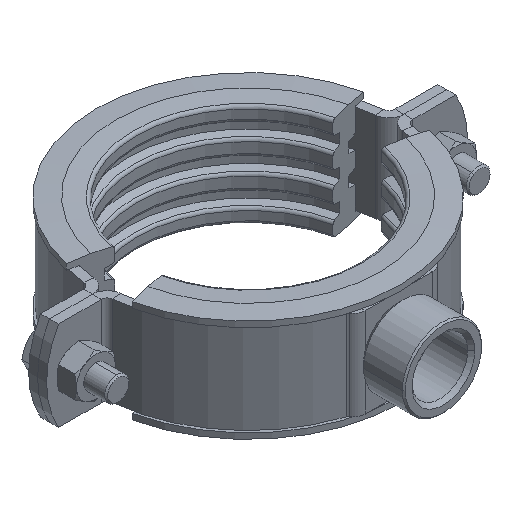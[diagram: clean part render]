
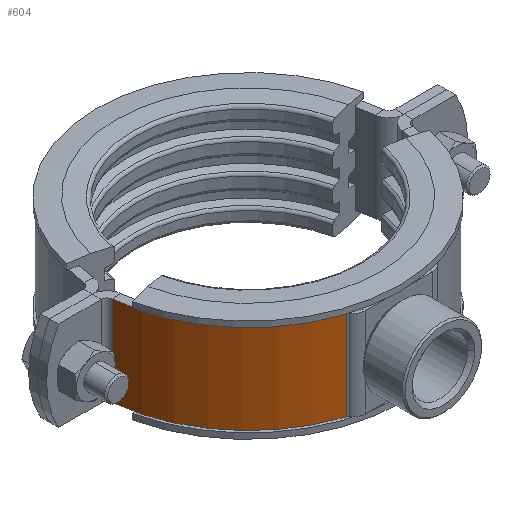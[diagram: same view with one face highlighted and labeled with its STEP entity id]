
A CAD part, isometric view. The second image highlights one B-rep face of the part: STEP entity #604.
In plain terms, the highlighted cylindrical face has radius 50.4 mm (diameter 100.8 mm), a partial arc.
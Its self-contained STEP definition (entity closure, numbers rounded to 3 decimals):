
#202 = CARTESIAN_POINT ( 'NONE',  ( -15.218, -48.047, 15. ) ) ;
#341 = CARTESIAN_POINT ( 'NONE',  ( -15.218, -48.047, -15. ) ) ;
#348 = CARTESIAN_POINT ( 'NONE',  ( 0., 0., 15. ) ) ;
#604 = ADVANCED_FACE ( 'NONE', ( #5791 ), #1222, .T. ) ;
#659 = DIRECTION ( 'NONE',  ( -1., 0., 0. ) ) ;
#677 = EDGE_CURVE ( 'NONE', #2483, #3096, #4574, .T. ) ;
#688 = EDGE_CURVE ( 'NONE', #1627, #4853, #768, .T. ) ;
#768 = LINE ( 'NONE', #2939, #2358 ) ;
#1198 = EDGE_CURVE ( 'NONE', #2483, #1627, #2471, .T. ) ;
#1222 = CYLINDRICAL_SURFACE ( 'NONE', #3854, 50.4 ) ;
#1627 = VERTEX_POINT ( 'NONE', #5432 ) ;
#1847 = DIRECTION ( 'NONE',  ( 0., 0., -1. ) ) ;
#1933 = EDGE_LOOP ( 'NONE', ( #3647, #3646, #3644, #3632 ) ) ;
#2358 = VECTOR ( 'NONE', #5074, 1000. ) ;
#2368 = CARTESIAN_POINT ( 'NONE',  ( 0., 0., -15. ) ) ;
#2471 = CIRCLE ( 'NONE', #5382, 50.4 ) ;
#2483 = VERTEX_POINT ( 'NONE', #202 ) ;
#2549 = DIRECTION ( 'NONE',  ( 0., 0., -1. ) ) ;
#2600 = CIRCLE ( 'NONE', #6166, 50.4 ) ;
#2939 = CARTESIAN_POINT ( 'NONE',  ( -50.17, -4.809, 15. ) ) ;
#2951 = EDGE_CURVE ( 'NONE', #3096, #4853, #2600, .T. ) ;
#3096 = VERTEX_POINT ( 'NONE', #341 ) ;
#3252 = VECTOR ( 'NONE', #1847, 1000. ) ;
#3390 = CARTESIAN_POINT ( 'NONE',  ( 0., 0., 15. ) ) ;
#3632 = ORIENTED_EDGE ( 'NONE', *, *, #688, .T. ) ;
#3644 = ORIENTED_EDGE ( 'NONE', *, *, #1198, .T. ) ;
#3646 = ORIENTED_EDGE ( 'NONE', *, *, #677, .F. ) ;
#3647 = ORIENTED_EDGE ( 'NONE', *, *, #2951, .F. ) ;
#3854 = AXIS2_PLACEMENT_3D ( 'NONE', #3390, #5390, #659 ) ;
#3900 = CARTESIAN_POINT ( 'NONE',  ( -50.17, -4.809, -15. ) ) ;
#4556 = DIRECTION ( 'NONE',  ( 0., 0., -1. ) ) ;
#4574 = LINE ( 'NONE', #6279, #3252 ) ;
#4732 = DIRECTION ( 'NONE',  ( 1., 0., 0. ) ) ;
#4853 = VERTEX_POINT ( 'NONE', #3900 ) ;
#5074 = DIRECTION ( 'NONE',  ( 0., 0., -1. ) ) ;
#5382 = AXIS2_PLACEMENT_3D ( 'NONE', #348, #2549, #4732 ) ;
#5390 = DIRECTION ( 'NONE',  ( 0., 0., -1. ) ) ;
#5432 = CARTESIAN_POINT ( 'NONE',  ( -50.17, -4.809, 15. ) ) ;
#5791 = FACE_OUTER_BOUND ( 'NONE', #1933, .T. ) ;
#6166 = AXIS2_PLACEMENT_3D ( 'NONE', #2368, #4556, #6265 ) ;
#6265 = DIRECTION ( 'NONE',  ( 1., 0., 0. ) ) ;
#6279 = CARTESIAN_POINT ( 'NONE',  ( -15.218, -48.047, 15. ) ) ;
